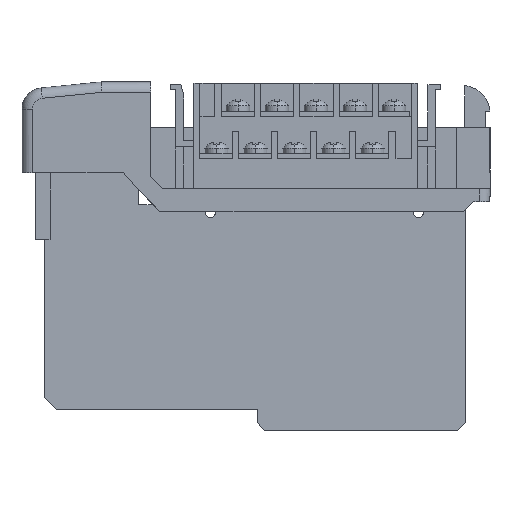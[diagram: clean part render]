
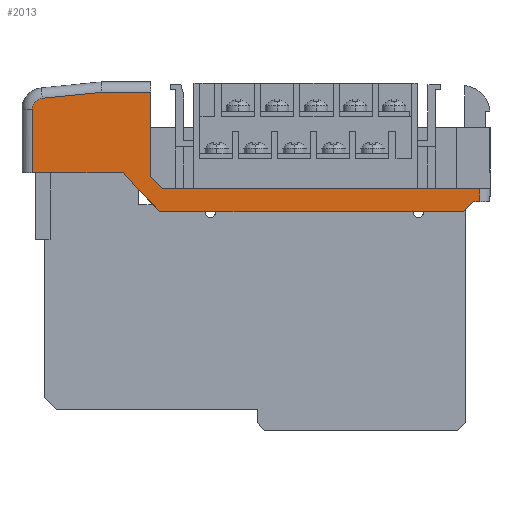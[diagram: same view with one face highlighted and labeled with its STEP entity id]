
A CAD part, left-side view. The second image highlights one B-rep face of the part: STEP entity #2013.
In plain terms, the highlighted planar face has unit normal (-1, 0, 0).
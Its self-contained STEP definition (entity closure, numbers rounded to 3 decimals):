
#1696 = VERTEX_POINT ( 'NONE', #12783 ) ;
#1697 = VERTEX_POINT ( 'NONE', #12782 ) ;
#1698 = ORIENTED_EDGE ( 'NONE', *, *, #1779, .F. ) ;
#1699 = VERTEX_POINT ( 'NONE', #12781 ) ;
#1701 = ORIENTED_EDGE ( 'NONE', *, *, #1778, .T. ) ;
#1753 = ORIENTED_EDGE ( 'NONE', *, *, #1767, .T. ) ;
#1754 = VERTEX_POINT ( 'NONE', #12933 ) ;
#1755 = EDGE_CURVE ( 'NONE', #1754, #2513, #12928, .T. ) ;
#1756 = ORIENTED_EDGE ( 'NONE', *, *, #2512, .T. ) ;
#1758 = ORIENTED_EDGE ( 'NONE', *, *, #2007, .T. ) ;
#1764 = ORIENTED_EDGE ( 'NONE', *, *, #2410, .T. ) ;
#1765 = ORIENTED_EDGE ( 'NONE', *, *, #2449, .T. ) ;
#1766 = ORIENTED_EDGE ( 'NONE', *, *, #2377, .T. ) ;
#1767 = EDGE_CURVE ( 'NONE', #1770, #1754, #12952, .T. ) ;
#1768 = ORIENTED_EDGE ( 'NONE', *, *, #1755, .T. ) ;
#1769 = EDGE_CURVE ( 'NONE', #6573, #1770, #12943, .T. ) ;
#1770 = VERTEX_POINT ( 'NONE', #12939 ) ;
#1771 = ORIENTED_EDGE ( 'NONE', *, *, #1769, .T. ) ;
#1773 = EDGE_CURVE ( 'NONE', #6553, #1696, #12995, .T. ) ;
#1774 = ORIENTED_EDGE ( 'NONE', *, *, #6572, .T. ) ;
#1776 = ORIENTED_EDGE ( 'NONE', *, *, #1773, .F. ) ;
#1777 = EDGE_CURVE ( 'NONE', #1699, #1697, #12986, .T. ) ;
#1778 = EDGE_CURVE ( 'NONE', #2387, #1697, #12982, .T. ) ;
#1779 = EDGE_CURVE ( 'NONE', #1696, #1699, #12978, .T. ) ;
#1780 = ORIENTED_EDGE ( 'NONE', *, *, #1777, .F. ) ;
#2003 = VERTEX_POINT ( 'NONE', #13641 ) ;
#2007 = EDGE_CURVE ( 'NONE', #2008, #2003, #13636, .T. ) ;
#2008 = VERTEX_POINT ( 'NONE', #13632 ) ;
#2013 = ADVANCED_FACE ( 'NONE', ( #13699 ), #13684, .F. ) ;
#2014 = EDGE_LOOP ( 'NONE', ( #1701, #1780, #1698, #1776, #1774, #1771, #1753, #1768, #1756, #1764, #1758, #1765, #1766 ) ) ;
#2377 = EDGE_CURVE ( 'NONE', #2378, #2387, #14586, .T. ) ;
#2378 = VERTEX_POINT ( 'NONE', #14582 ) ;
#2387 = VERTEX_POINT ( 'NONE', #14620 ) ;
#2406 = VERTEX_POINT ( 'NONE', #14663 ) ;
#2410 = EDGE_CURVE ( 'NONE', #2406, #2008, #14658, .T. ) ;
#2449 = EDGE_CURVE ( 'NONE', #2003, #2378, #14808, .T. ) ;
#2512 = EDGE_CURVE ( 'NONE', #2513, #2406, #15001, .T. ) ;
#2513 = VERTEX_POINT ( 'NONE', #15012 ) ;
#6553 = VERTEX_POINT ( 'NONE', #27292 ) ;
#6572 = EDGE_CURVE ( 'NONE', #6553, #6573, #27320, .T. ) ;
#6573 = VERTEX_POINT ( 'NONE', #27316 ) ;
#12781 = CARTESIAN_POINT ( 'NONE',  ( 0.5, 22.532, -15.386 ) ) ;
#12782 = CARTESIAN_POINT ( 'NONE',  ( 0.5, -38.527, -15.386 ) ) ;
#12783 = CARTESIAN_POINT ( 'NONE',  ( 0.5, 24.723, -13.054 ) ) ;
#12925 = DIRECTION ( 'NONE',  ( 0., 0., -1. ) ) ;
#12926 = VECTOR ( 'NONE', #12925, 1000. ) ;
#12927 = CARTESIAN_POINT ( 'NONE',  ( 0.5, 47.473, -12.386 ) ) ;
#12928 = LINE ( 'NONE', #12927, #12926 ) ;
#12933 = CARTESIAN_POINT ( 'NONE',  ( 0.5, 47.473, -0.213 ) ) ;
#12939 = CARTESIAN_POINT ( 'NONE',  ( 0.5, 45.569, 1.973 ) ) ;
#12940 = DIRECTION ( 'NONE',  ( 0., 0.995, -0.1 ) ) ;
#12941 = VECTOR ( 'NONE', #12940, 1000. ) ;
#12942 = CARTESIAN_POINT ( 'NONE',  ( 0.5, 45.569, 1.973 ) ) ;
#12943 = LINE ( 'NONE', #12942, #12941 ) ;
#12944 = DIRECTION ( 'NONE',  ( 0., 0., -1. ) ) ;
#12945 = DIRECTION ( 'NONE',  ( -1., 0., 0. ) ) ;
#12946 = CARTESIAN_POINT ( 'NONE',  ( 0.5, 45.358, -0.133 ) ) ;
#12947 = AXIS2_PLACEMENT_3D ( 'NONE', #12946, #12945, #12944 ) ;
#12952 = CIRCLE ( 'NONE', #12947, 2.116 ) ;
#12974 = DIRECTION ( 'NONE',  ( 0., -0.685, -0.729 ) ) ;
#12975 = VECTOR ( 'NONE', #12974, 1000. ) ;
#12976 = CARTESIAN_POINT ( 'NONE',  ( 0.5, 22.532, -15.386 ) ) ;
#12978 = LINE ( 'NONE', #12976, #12975 ) ;
#12979 = DIRECTION ( 'NONE',  ( 0., 0., 1. ) ) ;
#12980 = VECTOR ( 'NONE', #12979, 1000. ) ;
#12981 = CARTESIAN_POINT ( 'NONE',  ( 0.5, -38.527, -0.463 ) ) ;
#12982 = LINE ( 'NONE', #12981, #12980 ) ;
#12983 = DIRECTION ( 'NONE',  ( 0., -1., 0. ) ) ;
#12984 = VECTOR ( 'NONE', #12983, 1000. ) ;
#12985 = CARTESIAN_POINT ( 'NONE',  ( 0.5, 22.532, -15.386 ) ) ;
#12986 = LINE ( 'NONE', #12985, #12984 ) ;
#12987 = DIRECTION ( 'NONE',  ( 0., 0., -1. ) ) ;
#12988 = VECTOR ( 'NONE', #12987, 1000. ) ;
#12989 = CARTESIAN_POINT ( 'NONE',  ( 0.5, 24.723, 4.364 ) ) ;
#12995 = LINE ( 'NONE', #12989, #12988 ) ;
#13632 = CARTESIAN_POINT ( 'NONE',  ( 0.5, 22.973, -19.886 ) ) ;
#13633 = DIRECTION ( 'NONE',  ( 0., -1., 0. ) ) ;
#13634 = VECTOR ( 'NONE', #13633, 1000. ) ;
#13635 = CARTESIAN_POINT ( 'NONE',  ( 0.5, 22.973, -19.886 ) ) ;
#13636 = LINE ( 'NONE', #13635, #13634 ) ;
#13641 = CARTESIAN_POINT ( 'NONE',  ( 0.5, -35.258, -19.886 ) ) ;
#13679 = DIRECTION ( 'NONE',  ( 0., 0., -1. ) ) ;
#13680 = DIRECTION ( 'NONE',  ( 1., 0., 0. ) ) ;
#13681 = CARTESIAN_POINT ( 'NONE',  ( 0.5, -35.258, -0.876 ) ) ;
#13682 = AXIS2_PLACEMENT_3D ( 'NONE', #13681, #13680, #13679 ) ;
#13684 = PLANE ( 'NONE',  #13682 ) ;
#13699 = FACE_OUTER_BOUND ( 'NONE', #2014, .T. ) ;
#14582 = CARTESIAN_POINT ( 'NONE',  ( 0.5, -37.408, -17.879 ) ) ;
#14583 = DIRECTION ( 'NONE',  ( 0., -1., 0. ) ) ;
#14584 = VECTOR ( 'NONE', #14583, 1000. ) ;
#14585 = CARTESIAN_POINT ( 'NONE',  ( 0.5, -37.408, -17.879 ) ) ;
#14586 = LINE ( 'NONE', #14585, #14584 ) ;
#14620 = CARTESIAN_POINT ( 'NONE',  ( 0.5, -38.527, -17.879 ) ) ;
#14655 = DIRECTION ( 'NONE',  ( 0., -0.682, -0.731 ) ) ;
#14656 = VECTOR ( 'NONE', #14655, 1000. ) ;
#14657 = CARTESIAN_POINT ( 'NONE',  ( 0.5, 22.973, -19.886 ) ) ;
#14658 = LINE ( 'NONE', #14657, #14656 ) ;
#14663 = CARTESIAN_POINT ( 'NONE',  ( 0.5, 29.973, -12.386 ) ) ;
#14805 = DIRECTION ( 'NONE',  ( 0., -0.731, 0.682 ) ) ;
#14806 = VECTOR ( 'NONE', #14805, 1000. ) ;
#14807 = CARTESIAN_POINT ( 'NONE',  ( 0.5, -35.258, -19.886 ) ) ;
#14808 = LINE ( 'NONE', #14807, #14806 ) ;
#15001 = LINE ( 'NONE', #15015, #15014 ) ;
#15012 = CARTESIAN_POINT ( 'NONE',  ( 0.5, 47.473, -12.386 ) ) ;
#15013 = DIRECTION ( 'NONE',  ( 0., -1., 0. ) ) ;
#15014 = VECTOR ( 'NONE', #15013, 1000. ) ;
#15015 = CARTESIAN_POINT ( 'NONE',  ( 0.5, 29.973, -12.386 ) ) ;
#27292 = CARTESIAN_POINT ( 'NONE',  ( 0.5, 24.723, 3.114 ) ) ;
#27316 = CARTESIAN_POINT ( 'NONE',  ( 0.5, 34.17, 3.114 ) ) ;
#27317 = DIRECTION ( 'NONE',  ( 0., 1., 0. ) ) ;
#27318 = VECTOR ( 'NONE', #27317, 1000. ) ;
#27319 = CARTESIAN_POINT ( 'NONE',  ( 0.5, 34.27, 3.114 ) ) ;
#27320 = LINE ( 'NONE', #27319, #27318 ) ;
